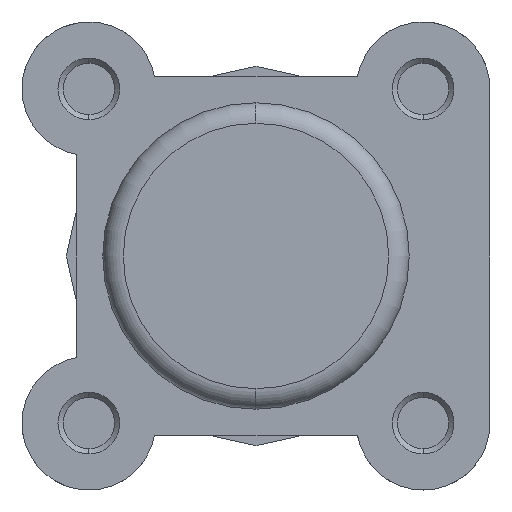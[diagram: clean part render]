
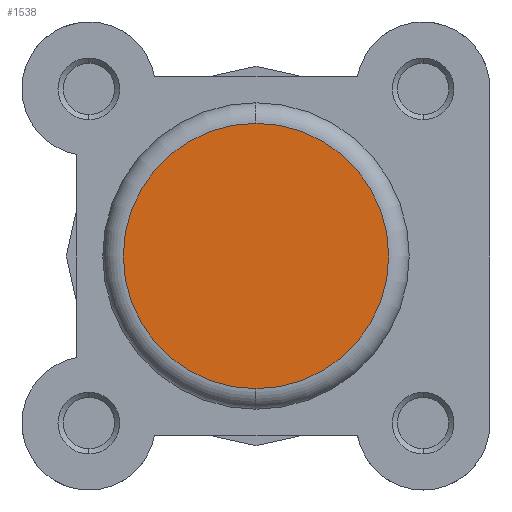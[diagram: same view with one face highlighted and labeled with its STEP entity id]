
A CAD part, left-side view. The second image highlights one B-rep face of the part: STEP entity #1538.
In plain terms, the highlighted planar face has unit normal (-1, 0, 0).
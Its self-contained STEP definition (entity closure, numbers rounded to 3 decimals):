
#173 = ORIENTED_EDGE ( 'NONE', *, *, #4079, .T. ) ;
#185 = ORIENTED_EDGE ( 'NONE', *, *, #3988, .T. ) ;
#640 = CARTESIAN_POINT ( 'NONE',  ( 0., 0., 12.9 ) ) ;
#740 = CARTESIAN_POINT ( 'NONE',  ( 0., 0., -12.9 ) ) ;
#971 = EDGE_LOOP ( 'NONE', ( #173, #185 ) ) ;
#1538 = ADVANCED_FACE ( 'NONE', ( #4752 ), #2777, .F. ) ;
#2189 = AXIS2_PLACEMENT_3D ( 'NONE', #2765, #2784, #2785 ) ;
#2305 = AXIS2_PLACEMENT_3D ( 'NONE', #3362, #3376, #3377 ) ;
#2351 = AXIS2_PLACEMENT_3D ( 'NONE', #3607, #3614, #3615 ) ;
#2765 = CARTESIAN_POINT ( 'NONE',  ( 0., 0., 0. ) ) ;
#2777 = PLANE ( 'NONE',  #2189 ) ;
#2784 = DIRECTION ( 'NONE',  ( 1., 0., 0. ) ) ;
#2785 = DIRECTION ( 'NONE',  ( 0., 0., -1. ) ) ;
#3362 = CARTESIAN_POINT ( 'NONE',  ( 0., 0., 0. ) ) ;
#3376 = DIRECTION ( 'NONE',  ( -1., 0., 0. ) ) ;
#3377 = DIRECTION ( 'NONE',  ( 0., 0., -1. ) ) ;
#3607 = CARTESIAN_POINT ( 'NONE',  ( 0., 0., 0. ) ) ;
#3614 = DIRECTION ( 'NONE',  ( -1., 0., 0. ) ) ;
#3615 = DIRECTION ( 'NONE',  ( 0., 0., -1. ) ) ;
#3720 = CIRCLE ( 'NONE', #2351, 12.9 ) ;
#3988 = EDGE_CURVE ( 'NONE', #5195, #5591, #5063, .T. ) ;
#4079 = EDGE_CURVE ( 'NONE', #5591, #5195, #3720, .T. ) ;
#4752 = FACE_OUTER_BOUND ( 'NONE', #971, .T. ) ;
#5063 = CIRCLE ( 'NONE', #2305, 12.9 ) ;
#5195 = VERTEX_POINT ( 'NONE', #640 ) ;
#5591 = VERTEX_POINT ( 'NONE', #740 ) ;
